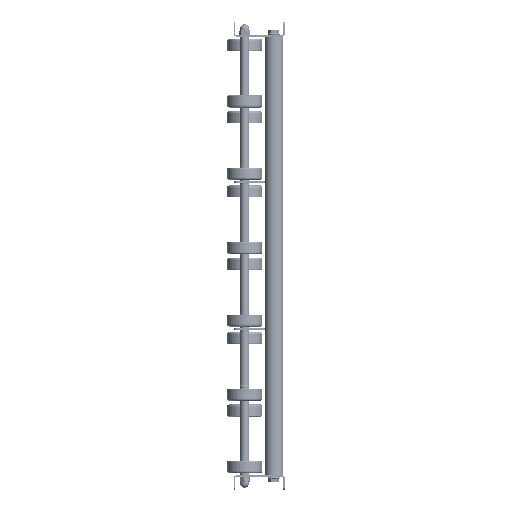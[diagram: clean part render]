
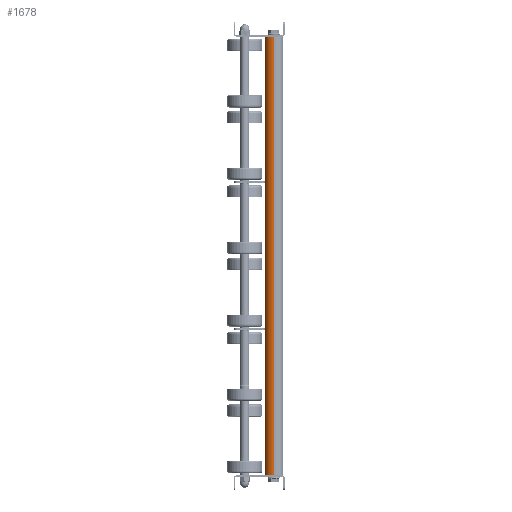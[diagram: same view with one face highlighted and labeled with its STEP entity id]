
A CAD part, left-side view. The second image highlights one B-rep face of the part: STEP entity #1678.
In plain terms, the highlighted cylindrical face has radius 12.5 mm (diameter 25 mm), a partial arc.
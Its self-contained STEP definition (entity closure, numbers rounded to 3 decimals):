
#84 = AXIS2_PLACEMENT_3D ( 'NONE', #15216, #9218, #9986 ) ;
#1042 = CARTESIAN_POINT ( 'NONE',  ( 599., 0., 12.5 ) ) ;
#1678 = ADVANCED_FACE ( 'NONE', ( #19685 ), #11000, .T. ) ;
#2740 = ORIENTED_EDGE ( 'NONE', *, *, #28896, .T. ) ;
#3002 = CIRCLE ( 'NONE', #35207, 12.5 ) ;
#4099 = DIRECTION ( 'NONE',  ( 1., 0., 0. ) ) ;
#5657 = VERTEX_POINT ( 'NONE', #29627 ) ;
#5905 = DIRECTION ( 'NONE',  ( -1., 0., 0. ) ) ;
#9218 = DIRECTION ( 'NONE',  ( -1., 0., 0. ) ) ;
#9986 = DIRECTION ( 'NONE',  ( 0., 0., -1. ) ) ;
#10874 = CARTESIAN_POINT ( 'NONE',  ( 1., 0., 12.5 ) ) ;
#11000 = CYLINDRICAL_SURFACE ( 'NONE', #28765, 12.5 ) ;
#12461 = DIRECTION ( 'NONE',  ( 0., 0., -1. ) ) ;
#13219 = LINE ( 'NONE', #27746, #17468 ) ;
#13998 = VERTEX_POINT ( 'NONE', #33417 ) ;
#14038 = CARTESIAN_POINT ( 'NONE',  ( 600., 0., 12.5 ) ) ;
#14498 = VERTEX_POINT ( 'NONE', #10874 ) ;
#15216 = CARTESIAN_POINT ( 'NONE',  ( 599., 0., 0. ) ) ;
#17235 = ORIENTED_EDGE ( 'NONE', *, *, #24319, .F. ) ;
#17468 = VECTOR ( 'NONE', #24849, 1000. ) ;
#19685 = FACE_OUTER_BOUND ( 'NONE', #35222, .T. ) ;
#19885 = ORIENTED_EDGE ( 'NONE', *, *, #33013, .T. ) ;
#20431 = LINE ( 'NONE', #14038, #29855 ) ;
#23399 = DIRECTION ( 'NONE',  ( 0., 0., 1. ) ) ;
#24120 = EDGE_CURVE ( 'NONE', #28356, #13998, #26119, .T. ) ;
#24319 = EDGE_CURVE ( 'NONE', #28356, #14498, #20431, .T. ) ;
#24849 = DIRECTION ( 'NONE',  ( -1., 0., 0. ) ) ;
#25523 = CARTESIAN_POINT ( 'NONE',  ( 600., 0., 0. ) ) ;
#26119 = CIRCLE ( 'NONE', #84, 12.5 ) ;
#26367 = ORIENTED_EDGE ( 'NONE', *, *, #24120, .T. ) ;
#27746 = CARTESIAN_POINT ( 'NONE',  ( 600., 0., -12.5 ) ) ;
#28356 = VERTEX_POINT ( 'NONE', #1042 ) ;
#28765 = AXIS2_PLACEMENT_3D ( 'NONE', #25523, #31525, #23399 ) ;
#28896 = EDGE_CURVE ( 'NONE', #13998, #5657, #13219, .T. ) ;
#29627 = CARTESIAN_POINT ( 'NONE',  ( 1., 0., -12.5 ) ) ;
#29855 = VECTOR ( 'NONE', #5905, 1000. ) ;
#30655 = CARTESIAN_POINT ( 'NONE',  ( 1., 0., 0. ) ) ;
#31525 = DIRECTION ( 'NONE',  ( -1., 0., 0. ) ) ;
#33013 = EDGE_CURVE ( 'NONE', #5657, #14498, #3002, .T. ) ;
#33417 = CARTESIAN_POINT ( 'NONE',  ( 599., 0., -12.5 ) ) ;
#35207 = AXIS2_PLACEMENT_3D ( 'NONE', #30655, #4099, #12461 ) ;
#35222 = EDGE_LOOP ( 'NONE', ( #26367, #2740, #19885, #17235 ) ) ;
